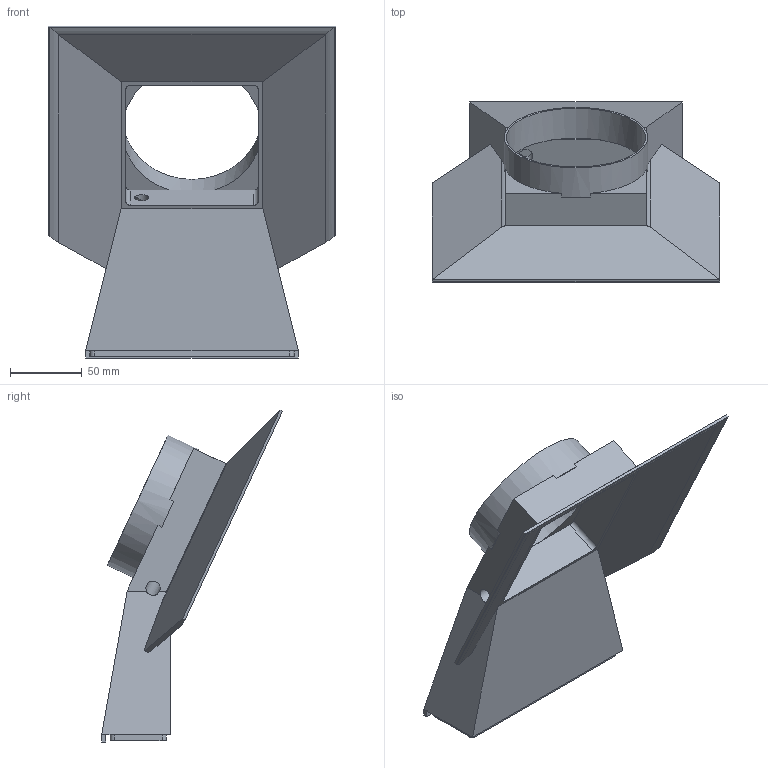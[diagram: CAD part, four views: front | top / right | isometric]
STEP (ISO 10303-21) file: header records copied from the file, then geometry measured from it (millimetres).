
FILE_DESCRIPTION(('FreeCAD Model'),'2;1');
FILE_NAME('Open CASCADE Shape Model','2025-08-30T11:36:25',('Author'),( ''),'Open CASCADE STEP processor 7.8','FreeCAD','Unknown');
FILE_SCHEMA(('AUTOMOTIVE_DESIGN { 1 0 10303 214 1 1 1 1 }'));
Length unit declared in the file: millimetre
Products named in the file (1): Body
Bounding box: 200 x 125.7 x 230.94 mm (x, y, z)
Volume: 644688.9 mm3; surface area: 128337.7 mm2
Topology: 1 solids, 1 shells, 72 faces, 198 edges, 125 vertices
Faces by surface type: plane 55, cylinder 17
Full cylindrical faces by diameter (mm): 10 x2, 97 x1, 100 x1
Entity records: 2307 total; most frequent: DIRECTION 401, CARTESIAN_POINT 397, ORIENTED_EDGE 396, EDGE_CURVE 198, LINE 139, VECTOR 139, AXIS2_PLACEMENT_3D 131, VERTEX_POINT 125
